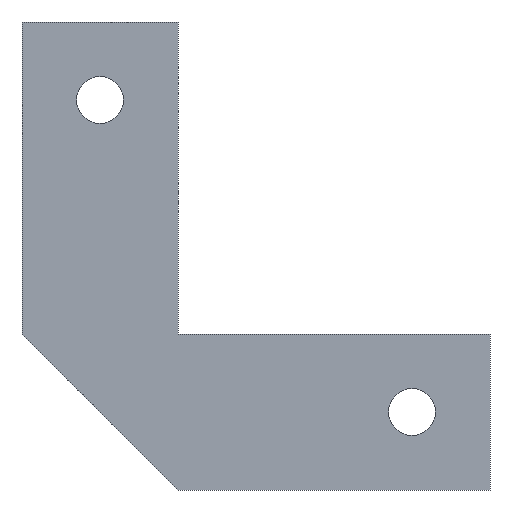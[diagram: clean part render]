
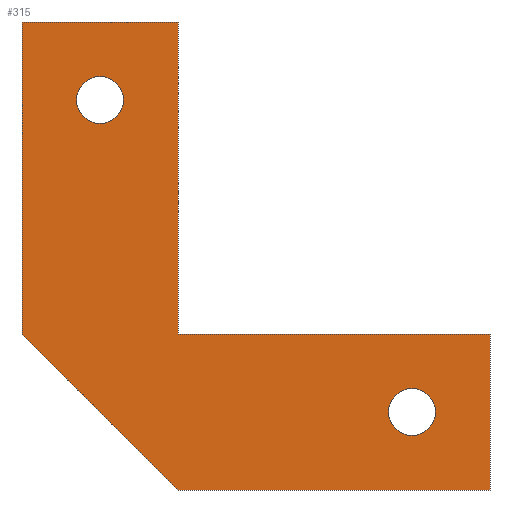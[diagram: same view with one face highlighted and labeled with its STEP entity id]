
A CAD part, front view. The second image highlights one B-rep face of the part: STEP entity #315.
In plain terms, the highlighted planar face has unit normal (0, -1, 0).
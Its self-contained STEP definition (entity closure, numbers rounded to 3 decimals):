
#9=DIRECTION('',(0.,0.,-1.));
#10=VECTOR('',#9,40.);
#11=CARTESIAN_POINT('',(-110.,25.,-50.));
#12=LINE('',#11,#10);
#13=CARTESIAN_POINT('',(-60.,25.,-100.));
#14=DIRECTION('',(0.,1.,0.));
#15=DIRECTION('',(1.,0.,0.));
#16=AXIS2_PLACEMENT_3D('',#13,#14,#15);
#18=CARTESIAN_POINT('',(-60.,25.,-100.));
#19=DIRECTION('',(0.,1.,0.));
#20=DIRECTION('',(-1.,0.,0.));
#21=AXIS2_PLACEMENT_3D('',#18,#19,#20);
#23=CARTESIAN_POINT('',(-100.,25.,-60.));
#24=DIRECTION('',(0.,1.,0.));
#25=DIRECTION('',(1.,0.,0.));
#26=AXIS2_PLACEMENT_3D('',#23,#24,#25);
#28=CARTESIAN_POINT('',(-100.,25.,-60.));
#29=DIRECTION('',(0.,1.,0.));
#30=DIRECTION('',(-1.,0.,0.));
#31=AXIS2_PLACEMENT_3D('',#28,#29,#30);
#33=DIRECTION('',(0.707,0.,-0.707));
#34=VECTOR('',#33,28.284);
#35=CARTESIAN_POINT('',(-110.,25.,-90.));
#36=LINE('',#35,#34);
#37=DIRECTION('',(-1.,0.,0.));
#38=VECTOR('',#37,20.);
#39=CARTESIAN_POINT('',(-90.,25.,-50.));
#40=LINE('',#39,#38);
#41=DIRECTION('',(0.,0.,1.));
#42=VECTOR('',#41,20.);
#43=CARTESIAN_POINT('',(-50.,25.,-110.));
#44=LINE('',#43,#42);
#105=DIRECTION('',(0.,0.,1.));
#106=VECTOR('',#105,40.);
#107=CARTESIAN_POINT('',(-90.,25.,-90.));
#108=LINE('',#107,#106);
#157=DIRECTION('',(1.,0.,0.));
#158=VECTOR('',#157,40.);
#159=CARTESIAN_POINT('',(-90.,25.,-110.));
#160=LINE('',#159,#158);
#169=DIRECTION('',(-1.,0.,0.));
#170=VECTOR('',#169,40.);
#171=CARTESIAN_POINT('',(-50.,25.,-90.));
#172=LINE('',#171,#170);
#199=CARTESIAN_POINT('',(-90.,25.,-90.));
#200=VERTEX_POINT('',#199);
#201=CARTESIAN_POINT('',(-97.,25.,-60.));
#202=CARTESIAN_POINT('',(-103.,25.,-60.));
#203=VERTEX_POINT('',#201);
#204=VERTEX_POINT('',#202);
#205=CARTESIAN_POINT('',(-57.,25.,-100.));
#206=CARTESIAN_POINT('',(-63.,25.,-100.));
#207=VERTEX_POINT('',#205);
#208=VERTEX_POINT('',#206);
#209=CARTESIAN_POINT('',(-90.,25.,-50.));
#210=CARTESIAN_POINT('',(-110.,25.,-50.));
#211=VERTEX_POINT('',#209);
#212=VERTEX_POINT('',#210);
#213=CARTESIAN_POINT('',(-50.,25.,-110.));
#214=CARTESIAN_POINT('',(-50.,25.,-90.));
#215=VERTEX_POINT('',#213);
#216=VERTEX_POINT('',#214);
#241=CARTESIAN_POINT('',(-110.,25.,-90.));
#242=CARTESIAN_POINT('',(-90.,25.,-110.));
#243=VERTEX_POINT('',#241);
#244=VERTEX_POINT('',#242);
#284=CARTESIAN_POINT('',(0.,25.,0.));
#285=DIRECTION('',(0.,1.,0.));
#286=DIRECTION('',(1.,0.,0.));
#287=AXIS2_PLACEMENT_3D('',#284,#285,#286);
#288=PLANE('',#287);
#289=ORIENTED_EDGE('',*,*,#274,.F.);
#290=ORIENTED_EDGE('',*,*,#264,.F.);
#292=ORIENTED_EDGE('',*,*,#291,.F.);
#294=ORIENTED_EDGE('',*,*,#293,.F.);
#296=ORIENTED_EDGE('',*,*,#295,.F.);
#298=ORIENTED_EDGE('',*,*,#297,.F.);
#300=ORIENTED_EDGE('',*,*,#299,.F.);
#301=EDGE_LOOP('',(#289,#290,#292,#294,#296,#298,#300));
#302=FACE_OUTER_BOUND('',#301,.F.);
#304=ORIENTED_EDGE('',*,*,#303,.F.);
#306=ORIENTED_EDGE('',*,*,#305,.F.);
#307=EDGE_LOOP('',(#304,#306));
#308=FACE_BOUND('',#307,.F.);
#310=ORIENTED_EDGE('',*,*,#309,.F.);
#312=ORIENTED_EDGE('',*,*,#311,.F.);
#313=EDGE_LOOP('',(#310,#312));
#314=FACE_BOUND('',#313,.F.);
#315=ADVANCED_FACE('',(#302,#308,#314),#288,.F.);
#17=CIRCLE('',#16,3.);
#22=CIRCLE('',#21,3.);
#27=CIRCLE('',#26,3.);
#32=CIRCLE('',#31,3.);
#264=EDGE_CURVE('',#212,#243,#12,.T.);
#274=EDGE_CURVE('',#243,#244,#36,.T.);
#291=EDGE_CURVE('',#211,#212,#40,.T.);
#293=EDGE_CURVE('',#200,#211,#108,.T.);
#295=EDGE_CURVE('',#216,#200,#172,.T.);
#297=EDGE_CURVE('',#215,#216,#44,.T.);
#299=EDGE_CURVE('',#244,#215,#160,.T.);
#303=EDGE_CURVE('',#203,#204,#27,.T.);
#305=EDGE_CURVE('',#204,#203,#32,.T.);
#309=EDGE_CURVE('',#207,#208,#17,.T.);
#311=EDGE_CURVE('',#208,#207,#22,.T.);
